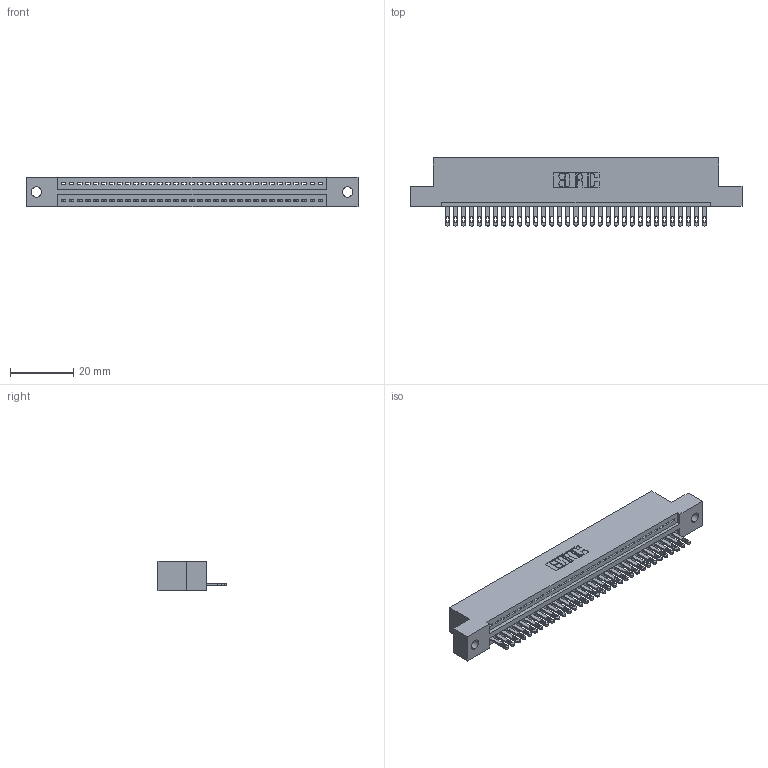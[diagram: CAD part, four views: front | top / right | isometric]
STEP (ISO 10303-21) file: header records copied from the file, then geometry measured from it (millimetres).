
FILE_DESCRIPTION (( 'STEP AP203' ), '1' );
FILE_NAME ('895-033-500-102.STEP', '2020-09-25T20:20:48', ( '' ), ( '' ), 'SwSTEP 2.0', 'SolidWorks 2020', '' );
FILE_SCHEMA (( 'CONFIG_CONTROL_DESIGN' ));
Length unit declared in the file: inch
Products named in the file (3): 895-033-500-102; 345-292-001_345-293-100; 845 Part_Flush Mounting Lugs - 0.128 Dia
Assembly tree (34 placements, depth 2):
  895-033-500-102
    845 Part_Flush Mounting Lugs - 0.128 Dia
    345-292-001_345-293-100  x33
Bounding box: 105.03 x 21.51 x 9.4 mm (x, y, z)
Volume: 9885.8 mm3; surface area: 12817.6 mm2
Topology: 34 solids, 34 shells, 1908 faces, 5885 edges, 3922 vertices
Faces by surface type: plane 1202, cylinder 706
Entity records: 25981 total; most frequent: CARTESIAN_POINT 4507, ORIENTED_EDGE 4474, DIRECTION 3951, EDGE_CURVE 2237, VECTOR 1969, LINE 1969, VERTEX_POINT 1490, AXIS2_PLACEMENT_3D 991
